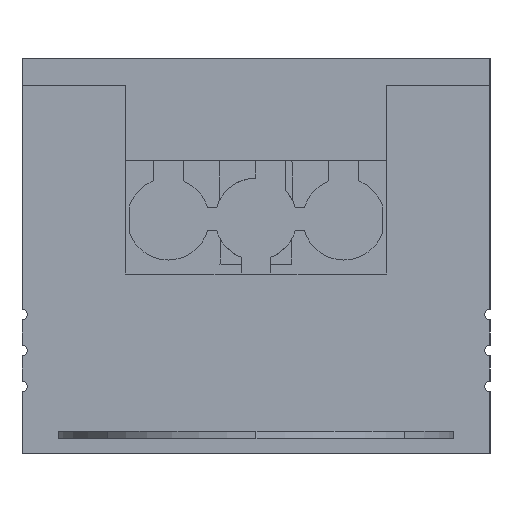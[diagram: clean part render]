
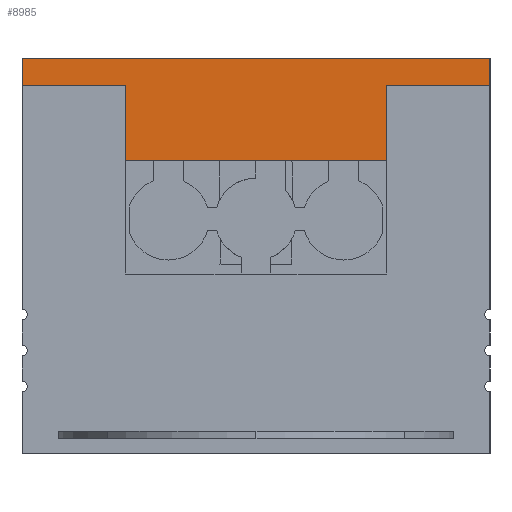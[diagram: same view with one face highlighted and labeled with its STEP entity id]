
A CAD part, left-side view. The second image highlights one B-rep face of the part: STEP entity #8985.
In plain terms, the highlighted planar face has unit normal (-1, 0, 0).
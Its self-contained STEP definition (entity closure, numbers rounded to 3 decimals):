
#283 = ORIENTED_EDGE ( 'NONE', *, *, #3389, .T. ) ;
#313 = CARTESIAN_POINT ( 'NONE',  ( -126., -26., 41. ) ) ;
#634 = DIRECTION ( 'NONE',  ( -1., 0., 0. ) ) ;
#706 = VERTEX_POINT ( 'NONE', #737 ) ;
#709 = CARTESIAN_POINT ( 'NONE',  ( -126., -26., 41. ) ) ;
#737 = CARTESIAN_POINT ( 'NONE',  ( -126., 14.5, 41. ) ) ;
#846 = LINE ( 'NONE', #6938, #8479 ) ;
#1747 = LINE ( 'NONE', #709, #10162 ) ;
#1941 = ORIENTED_EDGE ( 'NONE', *, *, #5296, .T. ) ;
#1960 = EDGE_LOOP ( 'NONE', ( #4695, #7968, #2686, #2309, #1941, #283, #9715, #7264 ) ) ;
#2076 = VECTOR ( 'NONE', #7473, 1000. ) ;
#2309 = ORIENTED_EDGE ( 'NONE', *, *, #2801, .F. ) ;
#2450 = DIRECTION ( 'NONE',  ( 0., 0., -1. ) ) ;
#2478 = DIRECTION ( 'NONE',  ( 0., -1., 0. ) ) ;
#2686 = ORIENTED_EDGE ( 'NONE', *, *, #6008, .F. ) ;
#2702 = AXIS2_PLACEMENT_3D ( 'NONE', #8523, #634, #7146 ) ;
#2801 = EDGE_CURVE ( 'NONE', #7930, #7916, #4208, .T. ) ;
#3389 = EDGE_CURVE ( 'NONE', #706, #8353, #4915, .T. ) ;
#3514 = CARTESIAN_POINT ( 'NONE',  ( -126., 14.5, 32.6 ) ) ;
#3609 = CARTESIAN_POINT ( 'NONE',  ( -126., -26., 32.6 ) ) ;
#4121 = LINE ( 'NONE', #6663, #2076 ) ;
#4208 = LINE ( 'NONE', #4929, #8444 ) ;
#4293 = CARTESIAN_POINT ( 'NONE',  ( -126., -14.5, 41. ) ) ;
#4572 = DIRECTION ( 'NONE',  ( 0., 0., -1. ) ) ;
#4695 = ORIENTED_EDGE ( 'NONE', *, *, #9509, .T. ) ;
#4737 = VECTOR ( 'NONE', #10058, 1000. ) ;
#4846 = EDGE_CURVE ( 'NONE', #9114, #8434, #4121, .T. ) ;
#4915 = LINE ( 'NONE', #9311, #6392 ) ;
#4929 = CARTESIAN_POINT ( 'NONE',  ( -126., 26., 0. ) ) ;
#5230 = DIRECTION ( 'NONE',  ( 0., -1., 0. ) ) ;
#5296 = EDGE_CURVE ( 'NONE', #7930, #706, #1747, .T. ) ;
#5547 = CARTESIAN_POINT ( 'NONE',  ( -126., -26., 0. ) ) ;
#5583 = VERTEX_POINT ( 'NONE', #313 ) ;
#5749 = CARTESIAN_POINT ( 'NONE',  ( -126., -14.5, 32.6 ) ) ;
#6008 = EDGE_CURVE ( 'NONE', #7916, #10027, #9259, .T. ) ;
#6168 = DIRECTION ( 'NONE',  ( 0., -1., 0. ) ) ;
#6392 = VECTOR ( 'NONE', #4572, 1000. ) ;
#6443 = LINE ( 'NONE', #5547, #10223 ) ;
#6663 = CARTESIAN_POINT ( 'NONE',  ( -126., -14.5, 0. ) ) ;
#6938 = CARTESIAN_POINT ( 'NONE',  ( -126., -26., 41. ) ) ;
#7063 = CARTESIAN_POINT ( 'NONE',  ( -126., 0., 44. ) ) ;
#7104 = FACE_OUTER_BOUND ( 'NONE', #1960, .T. ) ;
#7146 = DIRECTION ( 'NONE',  ( 0., 0., 1. ) ) ;
#7264 = ORIENTED_EDGE ( 'NONE', *, *, #4846, .T. ) ;
#7473 = DIRECTION ( 'NONE',  ( 0., 0., 1. ) ) ;
#7566 = DIRECTION ( 'NONE',  ( 0., 0., 1. ) ) ;
#7916 = VERTEX_POINT ( 'NONE', #9213 ) ;
#7930 = VERTEX_POINT ( 'NONE', #8700 ) ;
#7968 = ORIENTED_EDGE ( 'NONE', *, *, #9526, .F. ) ;
#8096 = LINE ( 'NONE', #3609, #4737 ) ;
#8353 = VERTEX_POINT ( 'NONE', #3514 ) ;
#8434 = VERTEX_POINT ( 'NONE', #4293 ) ;
#8444 = VECTOR ( 'NONE', #7566, 1000. ) ;
#8479 = VECTOR ( 'NONE', #6168, 1000. ) ;
#8523 = CARTESIAN_POINT ( 'NONE',  ( -126., -26., 0. ) ) ;
#8700 = CARTESIAN_POINT ( 'NONE',  ( -126., 26., 41. ) ) ;
#8985 = ADVANCED_FACE ( 'NONE', ( #7104 ), #10095, .T. ) ;
#9114 = VERTEX_POINT ( 'NONE', #5749 ) ;
#9213 = CARTESIAN_POINT ( 'NONE',  ( -126., 26., 44. ) ) ;
#9259 = LINE ( 'NONE', #7063, #10019 ) ;
#9311 = CARTESIAN_POINT ( 'NONE',  ( -126., 14.5, 0. ) ) ;
#9390 = EDGE_CURVE ( 'NONE', #8353, #9114, #8096, .T. ) ;
#9509 = EDGE_CURVE ( 'NONE', #8434, #5583, #846, .T. ) ;
#9526 = EDGE_CURVE ( 'NONE', #10027, #5583, #6443, .T. ) ;
#9715 = ORIENTED_EDGE ( 'NONE', *, *, #9390, .T. ) ;
#10003 = CARTESIAN_POINT ( 'NONE',  ( -126., -26., 44. ) ) ;
#10019 = VECTOR ( 'NONE', #2478, 1000. ) ;
#10027 = VERTEX_POINT ( 'NONE', #10003 ) ;
#10058 = DIRECTION ( 'NONE',  ( 0., -1., 0. ) ) ;
#10095 = PLANE ( 'NONE',  #2702 ) ;
#10162 = VECTOR ( 'NONE', #5230, 1000. ) ;
#10223 = VECTOR ( 'NONE', #2450, 1000. ) ;
